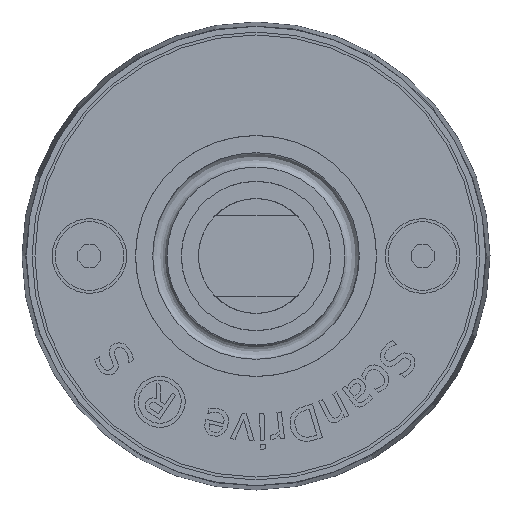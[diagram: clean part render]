
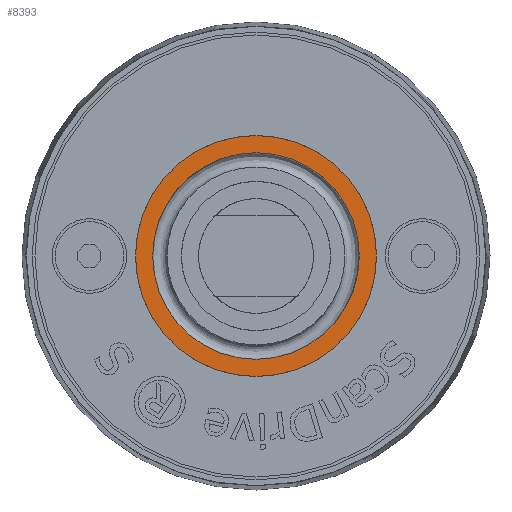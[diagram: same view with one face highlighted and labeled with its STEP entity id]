
A CAD part, left-side view. The second image highlights one B-rep face of the part: STEP entity #8393.
In plain terms, the highlighted planar face has unit normal (-1, 0, 0).
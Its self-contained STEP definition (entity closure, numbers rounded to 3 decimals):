
#66=CIRCLE('',#8807,17.99);
#67=CIRCLE('',#8809,20.99);
#172=FACE_BOUND('',#1555,.T.);
#1037=FACE_OUTER_BOUND('',#1554,.T.);
#1554=EDGE_LOOP('',(#6615));
#1555=EDGE_LOOP('',(#6616));
#3813=VERTEX_POINT('',#12955);
#3814=VERTEX_POINT('',#12958);
#4832=EDGE_CURVE('',#3813,#3813,#66,.T.);
#4833=EDGE_CURVE('',#3814,#3814,#67,.T.);
#6615=ORIENTED_EDGE('',*,*,#4833,.T.);
#6616=ORIENTED_EDGE('',*,*,#4832,.F.);
#8027=PLANE('',#8808);
#8393=ADVANCED_FACE('',(#1037,#172),#8027,.T.);
#8807=AXIS2_PLACEMENT_3D('',#12956,#9668,#9669);
#8808=AXIS2_PLACEMENT_3D('',#12957,#9670,#9671);
#8809=AXIS2_PLACEMENT_3D('',#12959,#9672,#9673);
#9668=DIRECTION('center_axis',(-1.,0.,0.));
#9669=DIRECTION('ref_axis',(0.,0.,1.));
#9670=DIRECTION('center_axis',(-1.,0.,0.));
#9671=DIRECTION('ref_axis',(0.,0.,1.));
#9672=DIRECTION('center_axis',(-1.,0.,0.));
#9673=DIRECTION('ref_axis',(0.,0.,1.));
#12955=CARTESIAN_POINT('',(-400.,0.,17.99));
#12956=CARTESIAN_POINT('Origin',(-400.,0.,0.));
#12957=CARTESIAN_POINT('Origin',(-400.,0.,17.99));
#12958=CARTESIAN_POINT('',(-400.,0.,20.99));
#12959=CARTESIAN_POINT('Origin',(-400.,0.,0.));
